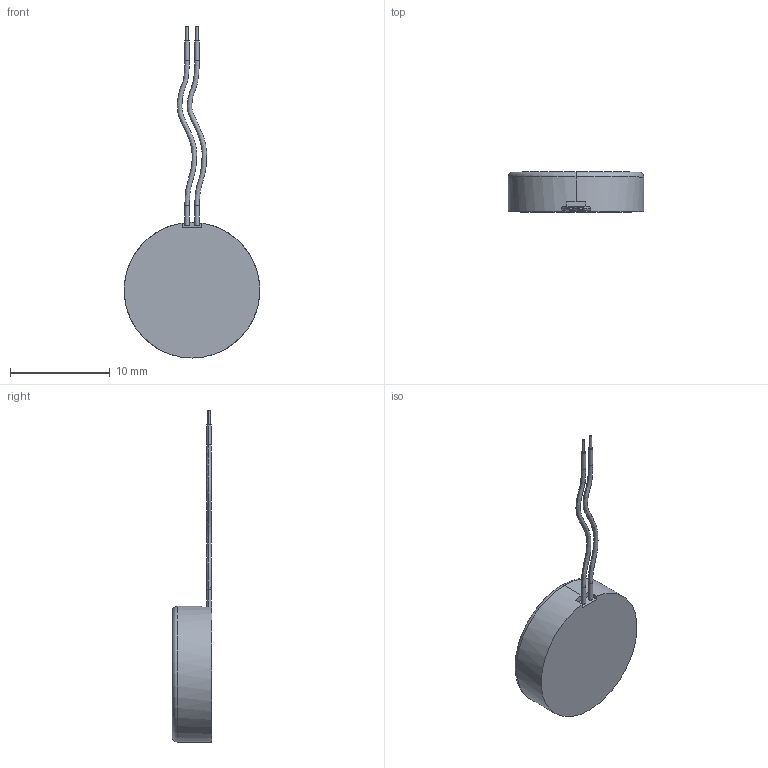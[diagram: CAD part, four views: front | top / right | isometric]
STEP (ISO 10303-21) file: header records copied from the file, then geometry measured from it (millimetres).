
FILE_DESCRIPTION (( 'STEP AP203' ), '1' );
FILE_NAME ('PT-1404.STEP', '2017-03-21T19:23:44', ( 'Gem' ), ( '' ), 'SwSTEP 2.0', 'SolidWorks 2013', '' );
FILE_SCHEMA (( 'CONFIG_CONTROL_DESIGN' ));
Length unit declared in the file: millimetre
Products named in the file (1): PT-1404
Bounding box: 13.6 x 4 x 33.3 mm (x, y, z)
Volume: 579.9 mm3; surface area: 517 mm2
Topology: 5 solids, 5 shells, 37 faces, 68 edges, 42 vertices
Faces by surface type: cylinder 16, plane 15, bspline 4, torus 2
Entity records: 1695 total; most frequent: CARTESIAN_POINT 876, DIRECTION 170, ORIENTED_EDGE 136, AXIS2_PLACEMENT_3D 72, EDGE_CURVE 68, VERTEX_POINT 42, CIRCLE 38, EDGE_LOOP 38
